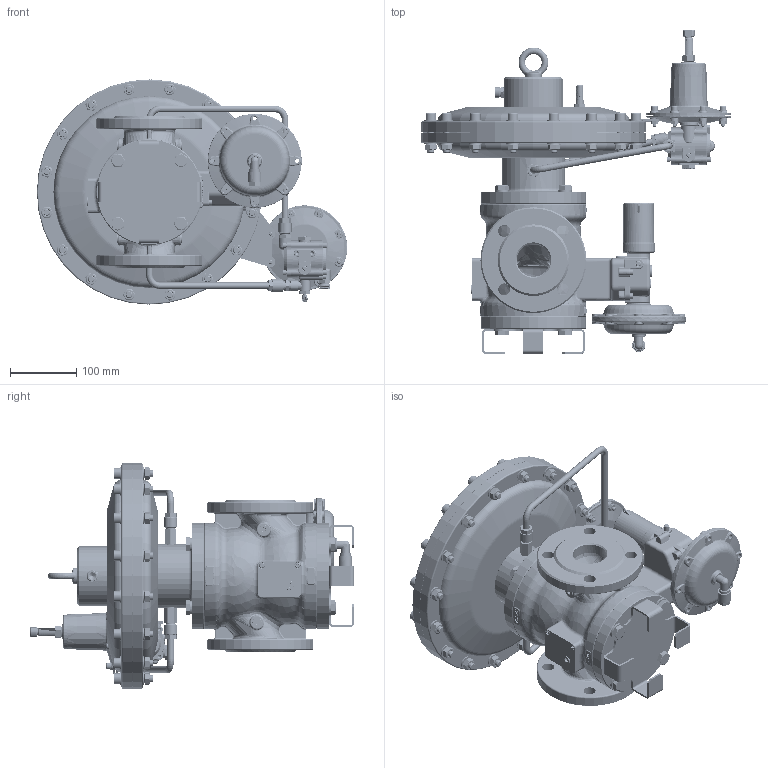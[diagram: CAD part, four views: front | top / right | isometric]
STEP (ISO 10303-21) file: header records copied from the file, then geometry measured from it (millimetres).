
FILE_DESCRIPTION (( 'STEP AP203' ), '1' );
FILE_NAME ('VENIO-C.R5.STEP', '2020-12-24T09:52:48', ( '' ), ( '' ), 'SwSTEP 2.0', 'SolidWorks 2018', '' );
FILE_SCHEMA (( 'CONFIG_CONTROL_DESIGN' ));
Length unit declared in the file: millimetre
Products named in the file (1): VENIO-C.R5
Bounding box: 468.61 x 489.37 x 340 mm (x, y, z)
Surface area: 1804911.5 mm2 (no closed solid volume)
Topology: 0 solids, 181 shells, 12293 faces, 28919 edges, 16869 vertices
Faces by surface type: cylinder 3934, plane 2837, torus 1652, cone 1607, bspline 1585, sphere 678
Entity records: 439978 total; most frequent: CARTESIAN_POINT 167863, DIRECTION 58472, ORIENTED_EDGE 56316, EDGE_CURVE 28159, AXIS2_PLACEMENT_3D 24202, VERTEX_POINT 16729, CIRCLE 13493, EDGE_LOOP 13377
